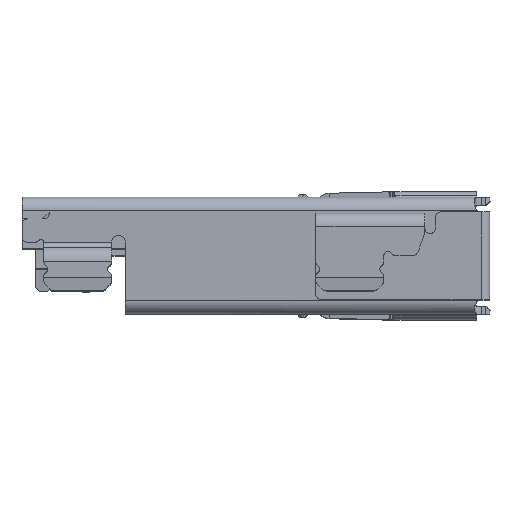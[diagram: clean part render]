
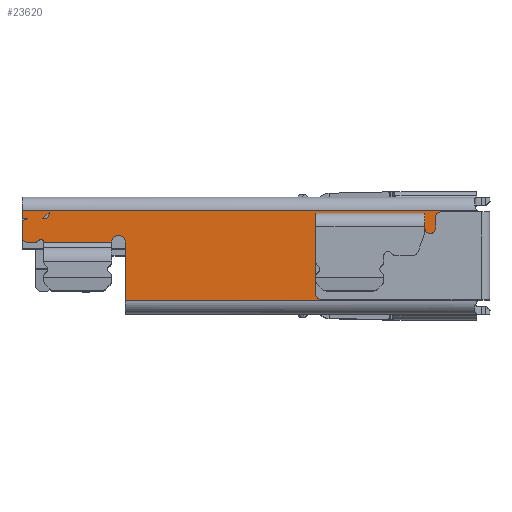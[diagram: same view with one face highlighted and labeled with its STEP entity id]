
A CAD part, top view. The second image highlights one B-rep face of the part: STEP entity #23620.
In plain terms, the highlighted planar face has unit normal (0, 0, 1).
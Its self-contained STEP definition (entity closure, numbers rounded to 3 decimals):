
#4196=CARTESIAN_POINT('',(0.575,1.864,6.1));
#4197=DIRECTION('',(0.,0.,1.));
#4198=DIRECTION('',(-0.516,-0.857,0.));
#4199=AXIS2_PLACEMENT_3D('',#4196,#4197,#4198);
#4201=CARTESIAN_POINT('',(0.575,-1.864,6.1));
#4202=DIRECTION('',(0.,0.,1.));
#4203=DIRECTION('',(0.,1.,0.));
#4204=AXIS2_PLACEMENT_3D('',#4201,#4202,#4203);
#4206=CARTESIAN_POINT('',(-12.75,0.5,6.1));
#4207=DIRECTION('',(0.,0.,1.));
#4208=DIRECTION('',(1.,0.,0.));
#4209=AXIS2_PLACEMENT_3D('',#4206,#4207,#4208);
#4211=CARTESIAN_POINT('',(-15.6,0.5,6.1));
#4212=DIRECTION('',(0.,0.,1.));
#4213=DIRECTION('',(1.,0.,0.));
#4214=AXIS2_PLACEMENT_3D('',#4211,#4212,#4213);
#4216=CARTESIAN_POINT('',(-15.8,0.65,6.1));
#4217=DIRECTION('',(0.,0.,-1.));
#4218=DIRECTION('',(0.8,-0.6,0.));
#4219=AXIS2_PLACEMENT_3D('',#4216,#4217,#4218);
#4221=CARTESIAN_POINT('',(-16.1,0.7,6.1));
#4222=DIRECTION('',(0.,0.,-1.));
#4223=DIRECTION('',(0.,-1.,0.));
#4224=AXIS2_PLACEMENT_3D('',#4221,#4222,#4223);
#4226=CARTESIAN_POINT('',(-16.1,1.15,6.1));
#4227=DIRECTION('',(0.,0.,-1.));
#4228=DIRECTION('',(-1.,0.,0.));
#4229=AXIS2_PLACEMENT_3D('',#4226,#4227,#4228);
#4231=DIRECTION('',(-1.,0.,0.));
#4232=VECTOR('',#4231,0.2);
#4233=CARTESIAN_POINT('',(-16.1,1.35,6.1));
#4234=LINE('',#4233,#4232);
#4235=DIRECTION('',(0.,1.,0.));
#4236=VECTOR('',#4235,0.3);
#4237=CARTESIAN_POINT('',(-16.3,1.35,6.1));
#4238=LINE('',#4237,#4236);
#4239=DIRECTION('',(-0.707,-0.707,0.));
#4240=VECTOR('',#4239,0.354);
#4241=CARTESIAN_POINT('',(-15.3,1.6,6.1));
#4242=LINE('',#4241,#4240);
#4243=CARTESIAN_POINT('',(-15.5,1.55,6.1));
#4244=DIRECTION('',(0.,0.,1.));
#4245=DIRECTION('',(0.,-1.,0.));
#4246=AXIS2_PLACEMENT_3D('',#4243,#4244,#4245);
#4271=DIRECTION('',(-1.,0.,0.));
#4272=VECTOR('',#4271,15.746);
#4273=CARTESIAN_POINT('',(0.446,1.65,6.1));
#4274=LINE('',#4273,#4272);
#4275=DIRECTION('',(-1.,0.,0.));
#4276=VECTOR('',#4275,1.);
#4277=CARTESIAN_POINT('',(-15.3,1.65,6.1));
#4278=LINE('',#4277,#4276);
#9044=DIRECTION('',(0.,-1.,0.));
#9045=VECTOR('',#9044,0.45);
#9046=CARTESIAN_POINT('',(-16.3,1.15,6.1));
#9047=LINE('',#9046,#9045);
#9056=DIRECTION('',(1.,0.,0.));
#9057=VECTOR('',#9056,0.3);
#9058=CARTESIAN_POINT('',(-16.1,0.5,6.1));
#9059=LINE('',#9058,#9057);
#9082=DIRECTION('',(1.,0.,0.));
#9083=VECTOR('',#9082,2.5);
#9084=CARTESIAN_POINT('',(-15.5,0.5,6.1));
#9085=LINE('',#9084,#9083);
#9100=DIRECTION('',(0.,-1.,0.));
#9101=VECTOR('',#9100,2.15);
#9102=CARTESIAN_POINT('',(-12.5,0.5,6.1));
#9103=LINE('',#9102,#9101);
#9122=DIRECTION('',(1.,0.,0.));
#9123=VECTOR('',#9122,12.946);
#9124=CARTESIAN_POINT('',(-12.5,-1.65,6.1));
#9125=LINE('',#9124,#9123);
#9177=DIRECTION('',(0.,1.,0.));
#9178=VECTOR('',#9177,3.228);
#9179=CARTESIAN_POINT('',(0.575,-1.614,6.1));
#9180=LINE('',#9179,#9178);
#11713=DIRECTION('',(0.,-1.,0.));
#11714=VECTOR('',#11713,0.05);
#11715=CARTESIAN_POINT('',(-15.3,1.6,6.1));
#11716=LINE('',#11715,#11714);
#11737=DIRECTION('',(-1.,0.,0.));
#11738=VECTOR('',#11737,0.05);
#11739=CARTESIAN_POINT('',(-15.5,1.35,6.1));
#11740=LINE('',#11739,#11738);
#14175=CARTESIAN_POINT('',(-16.3,1.65,6.1));
#14176=VERTEX_POINT('',#14175);
#14177=CARTESIAN_POINT('',(-16.3,1.35,6.1));
#14178=VERTEX_POINT('',#14177);
#14991=CARTESIAN_POINT('',(-15.5,1.35,6.1));
#14992=CARTESIAN_POINT('',(-15.3,1.55,6.1));
#14993=VERTEX_POINT('',#14991);
#14994=VERTEX_POINT('',#14992);
#14995=CARTESIAN_POINT('',(0.446,1.65,6.1));
#14996=CARTESIAN_POINT('',(0.575,1.614,6.1));
#14997=VERTEX_POINT('',#14995);
#14998=VERTEX_POINT('',#14996);
#14999=CARTESIAN_POINT('',(0.575,-1.614,6.1));
#15000=CARTESIAN_POINT('',(0.446,-1.65,6.1));
#15001=VERTEX_POINT('',#14999);
#15002=VERTEX_POINT('',#15000);
#15003=CARTESIAN_POINT('',(-12.5,0.5,6.1));
#15004=CARTESIAN_POINT('',(-12.5,-1.65,6.1));
#15005=VERTEX_POINT('',#15003);
#15006=VERTEX_POINT('',#15004);
#15007=CARTESIAN_POINT('',(-13.,0.5,6.1));
#15008=VERTEX_POINT('',#15007);
#15009=CARTESIAN_POINT('',(-15.5,0.5,6.1));
#15010=CARTESIAN_POINT('',(-15.68,0.56,6.1));
#15011=VERTEX_POINT('',#15009);
#15012=VERTEX_POINT('',#15010);
#15013=CARTESIAN_POINT('',(-15.8,0.5,6.1));
#15014=VERTEX_POINT('',#15013);
#15015=CARTESIAN_POINT('',(-16.1,0.5,6.1));
#15016=VERTEX_POINT('',#15015);
#15017=CARTESIAN_POINT('',(-16.3,0.7,6.1));
#15018=VERTEX_POINT('',#15017);
#15020=CARTESIAN_POINT('',(-16.3,1.15,6.1));
#15022=VERTEX_POINT('',#15020);
#17425=CARTESIAN_POINT('',(-16.1,1.35,6.1));
#17427=VERTEX_POINT('',#17425);
#17440=CARTESIAN_POINT('',(-15.3,1.6,6.1));
#17441=VERTEX_POINT('',#17440);
#17442=CARTESIAN_POINT('',(-15.55,1.35,6.1));
#17443=VERTEX_POINT('',#17442);
#17466=CARTESIAN_POINT('',(-15.3,1.65,6.1));
#17467=VERTEX_POINT('',#17466);
#23572=CARTESIAN_POINT('',(-15.8,1.5,6.1));
#23573=DIRECTION('',(0.,0.,1.));
#23574=DIRECTION('',(0.,1.,0.));
#23575=AXIS2_PLACEMENT_3D('',#23572,#23573,#23574);
#23576=PLANE('',#23575);
#23578=ORIENTED_EDGE('',*,*,#23577,.F.);
#23580=ORIENTED_EDGE('',*,*,#23579,.F.);
#23582=ORIENTED_EDGE('',*,*,#23581,.T.);
#23584=ORIENTED_EDGE('',*,*,#23583,.F.);
#23586=ORIENTED_EDGE('',*,*,#23585,.T.);
#23588=ORIENTED_EDGE('',*,*,#23587,.F.);
#23590=ORIENTED_EDGE('',*,*,#23589,.F.);
#23592=ORIENTED_EDGE('',*,*,#23591,.T.);
#23594=ORIENTED_EDGE('',*,*,#23593,.F.);
#23596=ORIENTED_EDGE('',*,*,#23595,.T.);
#23598=ORIENTED_EDGE('',*,*,#23597,.T.);
#23600=ORIENTED_EDGE('',*,*,#23599,.F.);
#23602=ORIENTED_EDGE('',*,*,#23601,.T.);
#23604=ORIENTED_EDGE('',*,*,#23603,.F.);
#23605=ORIENTED_EDGE('',*,*,#23563,.T.);
#23606=ORIENTED_EDGE('',*,*,#23552,.T.);
#23607=ORIENTED_EDGE('',*,*,#20891,.T.);
#23608=EDGE_LOOP('',(#23578,#23580,#23582,#23584,#23586,#23588,#23590,#23592,
#23594,#23596,#23598,#23600,#23602,#23604,#23605,#23606,#23607));
#23609=FACE_OUTER_BOUND('',#23608,.F.);
#23611=ORIENTED_EDGE('',*,*,#23610,.T.);
#23613=ORIENTED_EDGE('',*,*,#23612,.F.);
#23615=ORIENTED_EDGE('',*,*,#23614,.T.);
#23617=ORIENTED_EDGE('',*,*,#23616,.F.);
#23618=EDGE_LOOP('',(#23611,#23613,#23615,#23617));
#23619=FACE_BOUND('',#23618,.F.);
#4200=CIRCLE('',#4199,0.25);
#4205=CIRCLE('',#4204,0.25);
#4210=CIRCLE('',#4209,0.25);
#4215=CIRCLE('',#4214,0.1);
#4220=CIRCLE('',#4219,0.15);
#4225=CIRCLE('',#4224,0.2);
#4230=CIRCLE('',#4229,0.2);
#4247=CIRCLE('',#4246,0.2);
#20891=EDGE_CURVE('',#14178,#14176,#4238,.T.);
#23552=EDGE_CURVE('',#17427,#14178,#4234,.T.);
#23563=EDGE_CURVE('',#15022,#17427,#4230,.T.);
#23577=EDGE_CURVE('',#17467,#14176,#4278,.T.);
#23579=EDGE_CURVE('',#14997,#17467,#4274,.T.);
#23581=EDGE_CURVE('',#14997,#14998,#4200,.T.);
#23583=EDGE_CURVE('',#15001,#14998,#9180,.T.);
#23585=EDGE_CURVE('',#15001,#15002,#4205,.T.);
#23587=EDGE_CURVE('',#15006,#15002,#9125,.T.);
#23589=EDGE_CURVE('',#15005,#15006,#9103,.T.);
#23591=EDGE_CURVE('',#15005,#15008,#4210,.T.);
#23593=EDGE_CURVE('',#15011,#15008,#9085,.T.);
#23595=EDGE_CURVE('',#15011,#15012,#4215,.T.);
#23597=EDGE_CURVE('',#15012,#15014,#4220,.T.);
#23599=EDGE_CURVE('',#15016,#15014,#9059,.T.);
#23601=EDGE_CURVE('',#15016,#15018,#4225,.T.);
#23603=EDGE_CURVE('',#15022,#15018,#9047,.T.);
#23610=EDGE_CURVE('',#17441,#17443,#4242,.T.);
#23612=EDGE_CURVE('',#14993,#17443,#11740,.T.);
#23614=EDGE_CURVE('',#14993,#14994,#4247,.T.);
#23616=EDGE_CURVE('',#17441,#14994,#11716,.T.);
#23620=ADVANCED_FACE('',(#23609,#23619),#23576,.T.);
